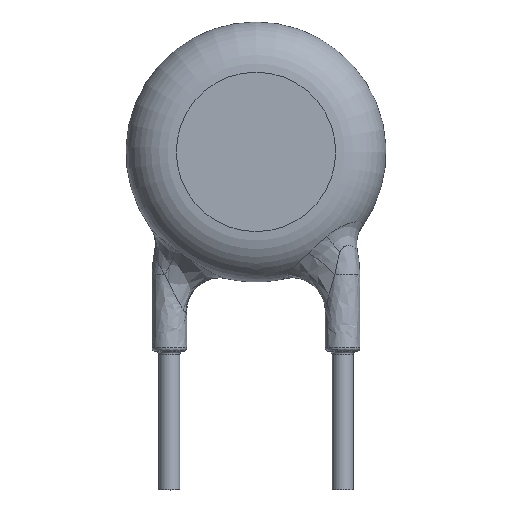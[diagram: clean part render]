
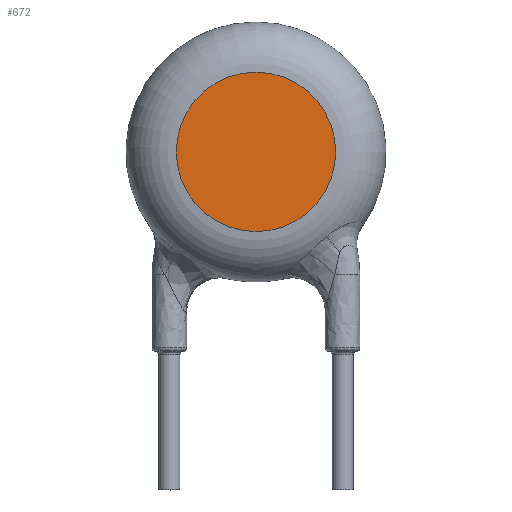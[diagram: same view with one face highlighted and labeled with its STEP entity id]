
A CAD part, top view. The second image highlights one B-rep face of the part: STEP entity #672.
In plain terms, the highlighted planar face has unit normal (0, 0, 1).
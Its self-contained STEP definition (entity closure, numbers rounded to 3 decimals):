
#174=FACE_OUTER_BOUND('',#218,.T.);
#218=EDGE_LOOP('',(#623,#624));
#239=CIRCLE('',#722,2.3);
#240=CIRCLE('',#723,2.3);
#287=VERTEX_POINT('',#1845);
#288=VERTEX_POINT('',#1846);
#358=EDGE_CURVE('',#287,#288,#239,.T.);
#359=EDGE_CURVE('',#288,#287,#240,.T.);
#623=ORIENTED_EDGE('',*,*,#358,.T.);
#624=ORIENTED_EDGE('',*,*,#359,.T.);
#628=PLANE('',#746);
#672=ADVANCED_FACE('',(#174),#628,.T.);
#722=AXIS2_PLACEMENT_3D('',#1847,#807,#808);
#723=AXIS2_PLACEMENT_3D('',#1848,#809,#810);
#746=AXIS2_PLACEMENT_3D('',#4773,#863,#864);
#807=DIRECTION('center_axis',(0.,0.,1.));
#808=DIRECTION('ref_axis',(1.,0.,0.));
#809=DIRECTION('center_axis',(0.,0.,1.));
#810=DIRECTION('ref_axis',(1.,0.,0.));
#863=DIRECTION('center_axis',(0.,0.,1.));
#864=DIRECTION('ref_axis',(1.,0.,0.));
#1845=CARTESIAN_POINT('',(2.3,5.75,1.5));
#1846=CARTESIAN_POINT('',(0.003,3.45,1.5));
#1847=CARTESIAN_POINT('Origin',(0.,5.75,1.5));
#1848=CARTESIAN_POINT('Origin',(0.,5.75,1.5));
#4773=CARTESIAN_POINT('Origin',(0.,0.,1.5));
